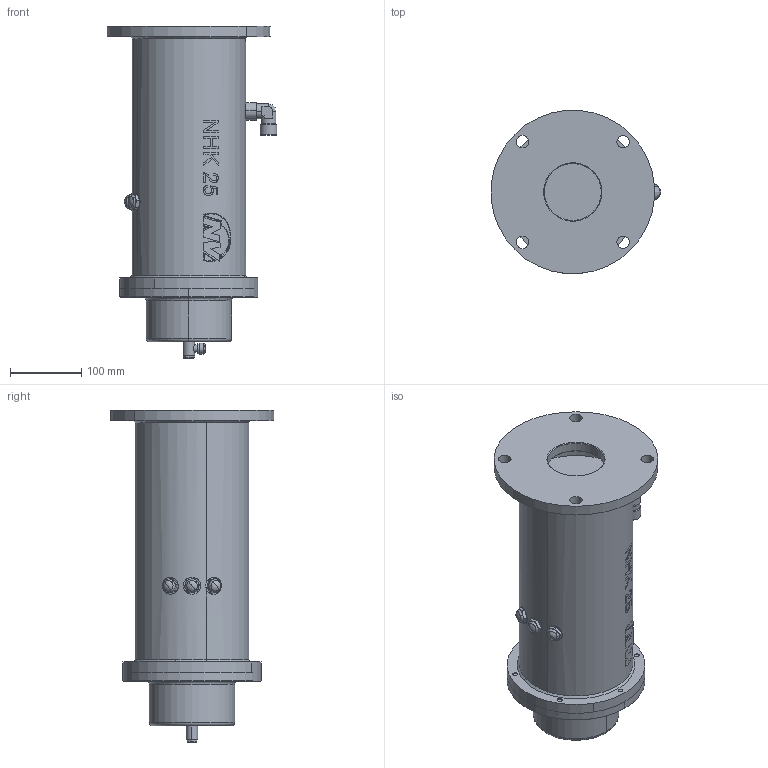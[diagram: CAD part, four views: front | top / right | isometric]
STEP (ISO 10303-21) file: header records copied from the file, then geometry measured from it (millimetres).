
FILE_DESCRIPTION (( 'STEP AP214' ), '1' );
FILE_NAME ('NHK 25 M60 #04425510 - 20200122.STEP', '2020-10-05T12:06:48', ( '' ), ( '' ), 'SwSTEP 2.0', 'SolidWorks 2015', '' );
FILE_SCHEMA (( 'AUTOMOTIVE_DESIGN' ));
Length unit declared in the file: millimetre
Products named in the file (1): NHK 25 M60 #04425510 - 20200122
Bounding box: 238.11 x 229.12 x 466.5 mm (x, y, z)
Volume: 4927364.4 mm3; surface area: 763262.8 mm2
Topology: 28 solids, 28 shells, 1434 faces, 3614 edges, 2277 vertices
Faces by surface type: plane 943, cylinder 262, cone 112, bspline 71, torus 40, sphere 6
Entity records: 55172 total; most frequent: CARTESIAN_POINT 20576, ORIENTED_EDGE 7200, DIRECTION 6491, EDGE_CURVE 3600, LINE 2305, VECTOR 2305, VERTEX_POINT 2277, AXIS2_PLACEMENT_3D 2093
